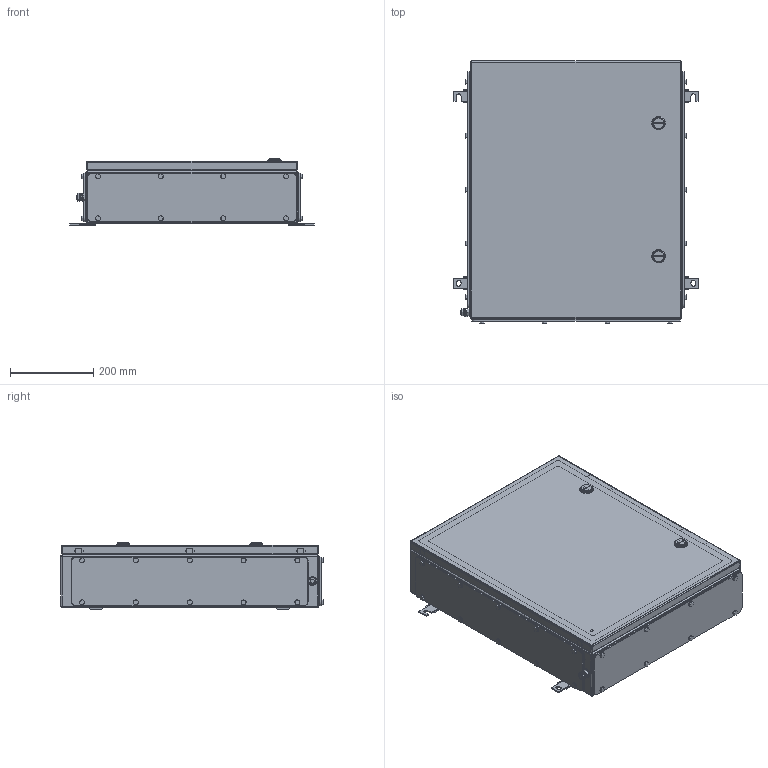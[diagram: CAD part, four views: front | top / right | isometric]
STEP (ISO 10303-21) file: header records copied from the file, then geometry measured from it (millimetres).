
FILE_DESCRIPTION(('CATIA V5 STEP Exchange','CAx-IF Rec.Pracs.--- Model Styling and Organization---1.4--- 2014-01-23'),'2;1');
FILE_NAME ('1530555-3_0_8000109910_8000109910_KTB_QL_625015_S4E3_LD.stp','2023-05-02T11:43:47+00:00',('none'),('Weidmueller'),'CATIA Version 5-6 Release 2016 SP3 HF44','CATIA V5 STEP AP214','none');
FILE_SCHEMA(('AUTOMOTIVE_DESIGN { 1 0 10303 214 1 1 1 1 }'));
Products named in the file (1): 8000109910 KTB QL 625015 S4E3
Bounding box: 589 x 631 x 159.8 mm (x, y, z)
Volume: 2388607.6 mm3; surface area: 2593531.9 mm2
Topology: 117 solids, 119 shells, 2413 faces, 5752 edges, 3680 vertices
Faces by surface type: cylinder 1136, plane 1009, cone 216, bspline 28, torus 16, sphere 8
Entity records: 78296 total; most frequent: CARTESIAN_POINT 24379, ORIENTED_EDGE 11296, DIRECTION 9556, EDGE_CURVE 5648, AXIS2_PLACEMENT_3D 4119, VERTEX_POINT 3680, VECTOR 3060, LINE 3060
